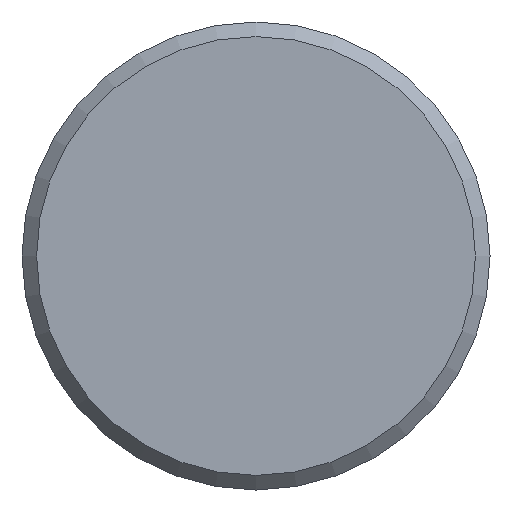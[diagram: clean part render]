
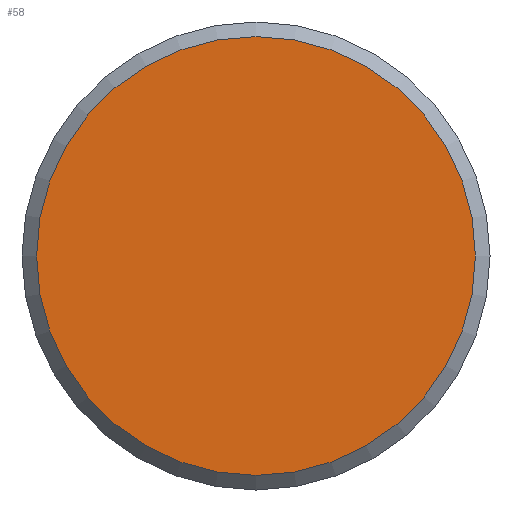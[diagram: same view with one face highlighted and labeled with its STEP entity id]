
A CAD part, front view. The second image highlights one B-rep face of the part: STEP entity #58.
In plain terms, the highlighted planar face has unit normal (0, -1, 0).
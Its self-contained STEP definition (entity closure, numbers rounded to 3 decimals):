
#49=FACE_OUTER_BOUND('',#112,.T.);
#58=ADVANCED_FACE('',(#49),#74,.T.);
#74=PLANE('',#228);
#112=EDGE_LOOP('',(#144));
#144=ORIENTED_EDGE('',*,*,#192,.T.);
#176=VERTEX_POINT('',#334);
#192=EDGE_CURVE('',#176,#176,#208,.T.);
#208=CIRCLE('',#227,7.5);
#227=AXIS2_PLACEMENT_3D('',#333,#268,#269);
#228=AXIS2_PLACEMENT_3D('',#335,#270,#271);
#268=DIRECTION('',(0.,-1.,0.));
#269=DIRECTION('',(0.,0.,-1.));
#270=DIRECTION('',(0.,-1.,0.));
#271=DIRECTION('',(0.,0.,-1.));
#333=CARTESIAN_POINT('',(0.,-14.5,0.));
#334=CARTESIAN_POINT('',(0.,-14.5,-7.5));
#335=CARTESIAN_POINT('',(0.,-14.5,0.));
